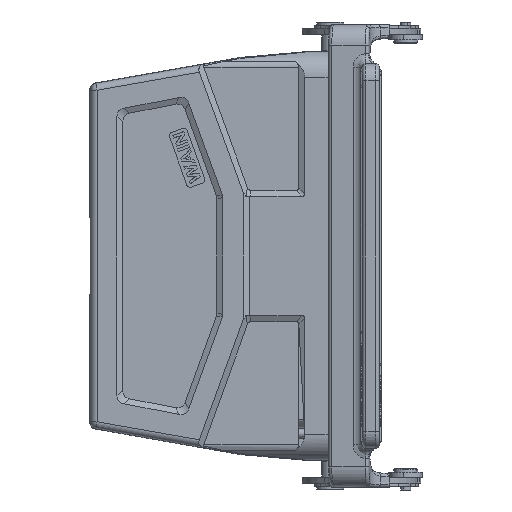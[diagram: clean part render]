
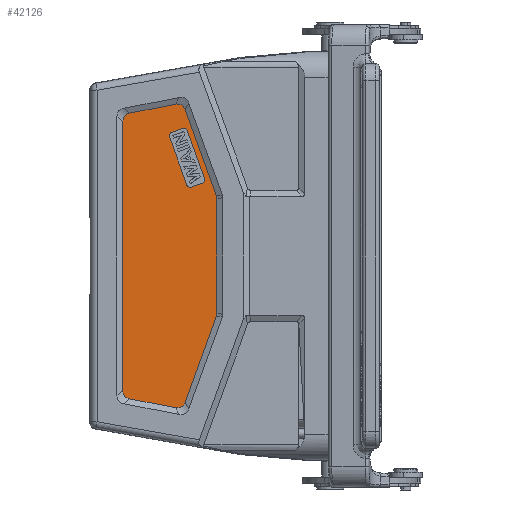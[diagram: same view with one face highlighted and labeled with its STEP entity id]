
A CAD part, left-side view. The second image highlights one B-rep face of the part: STEP entity #42126.
In plain terms, the highlighted planar face has unit normal (-1, 0, 0).
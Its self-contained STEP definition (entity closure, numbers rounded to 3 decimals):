
#14727=DIRECTION('',(0.,-0.982,0.19));
#14728=VECTOR('',#14727,13.6);
#14729=CARTESIAN_POINT('',(-21.5,9.658,41.859));
#14730=LINE('',#14729,#14728);
#14731=CARTESIAN_POINT('',(-21.5,-3.695,44.439));
#14732=CARTESIAN_POINT('',(-21.5,-4.393,44.574));
#14733=CARTESIAN_POINT('',(-21.5,-5.543,44.409));
#14734=CARTESIAN_POINT('',(-21.5,-6.275,43.507));
#14735=CARTESIAN_POINT('',(-21.5,-6.519,42.839));
#14737=DIRECTION('',(0.,-0.342,-0.94));
#14738=VECTOR('',#14737,26.85);
#14739=CARTESIAN_POINT('',(-21.5,-6.519,42.839));
#14740=LINE('',#14739,#14738);
#14741=CARTESIAN_POINT('',(-21.5,-15.702,17.609));
#14742=CARTESIAN_POINT('',(-21.5,-15.802,17.333));
#14743=CARTESIAN_POINT('',(-21.5,-15.853,17.048));
#14744=CARTESIAN_POINT('',(-21.5,-15.853,16.754));
#14746=DIRECTION('',(0.,0.,-1.));
#14747=VECTOR('',#14746,33.508);
#14748=CARTESIAN_POINT('',(-21.5,-15.853,16.754));
#14749=LINE('',#14748,#14747);
#14750=CARTESIAN_POINT('',(-21.5,-15.853,-16.754));
#14751=CARTESIAN_POINT('',(-21.5,-15.853,-17.048));
#14752=CARTESIAN_POINT('',(-21.5,-15.802,-17.333));
#14753=CARTESIAN_POINT('',(-21.5,-15.702,-17.609));
#14755=DIRECTION('',(0.,0.342,-0.94));
#14756=VECTOR('',#14755,26.85);
#14757=CARTESIAN_POINT('',(-21.5,-15.702,-17.609));
#14758=LINE('',#14757,#14756);
#14759=CARTESIAN_POINT('',(-21.5,-6.519,-42.839));
#14760=CARTESIAN_POINT('',(-21.5,-6.275,-43.507));
#14761=CARTESIAN_POINT('',(-21.5,-5.543,-44.409));
#14762=CARTESIAN_POINT('',(-21.5,-4.393,-44.574));
#14763=CARTESIAN_POINT('',(-21.5,-3.695,-44.439));
#14765=DIRECTION('',(0.,0.982,0.19));
#14766=VECTOR('',#14765,13.6);
#14767=CARTESIAN_POINT('',(-21.5,-3.695,-44.439));
#14768=LINE('',#14767,#14766);
#14769=CARTESIAN_POINT('',(-21.5,9.658,-41.859));
#14770=CARTESIAN_POINT('',(-21.5,10.333,-41.729));
#14771=CARTESIAN_POINT('',(-21.5,11.319,-41.167));
#14772=CARTESIAN_POINT('',(-21.5,11.683,-40.093));
#14773=CARTESIAN_POINT('',(-21.5,11.683,-39.405));
#14775=DIRECTION('',(0.,0.,1.));
#14776=VECTOR('',#14775,78.81);
#14777=CARTESIAN_POINT('',(-21.5,11.683,-39.405));
#14778=LINE('',#14777,#14776);
#14779=CARTESIAN_POINT('',(-21.5,11.683,39.405));
#14780=CARTESIAN_POINT('',(-21.5,11.683,40.093));
#14781=CARTESIAN_POINT('',(-21.5,11.319,41.167));
#14782=CARTESIAN_POINT('',(-21.5,10.333,41.729));
#14783=CARTESIAN_POINT('',(-21.5,9.658,41.859));
#14785=DIRECTION('',(0.,0.342,0.94));
#14786=VECTOR('',#14785,15.);
#14787=CARTESIAN_POINT('',(-21.5,-12.266,22.663));
#14788=LINE('',#14787,#14786);
#14789=CARTESIAN_POINT('',(-21.5,-6.196,36.417));
#14790=DIRECTION('',(-1.,0.,0.));
#14791=DIRECTION('',(0.,-0.94,0.342));
#14792=AXIS2_PLACEMENT_3D('',#14789,#14790,#14791);
#14794=DIRECTION('',(0.,0.94,-0.342));
#14795=VECTOR('',#14794,3.5);
#14796=CARTESIAN_POINT('',(-21.5,-5.854,37.356));
#14797=LINE('',#14796,#14795);
#14798=CARTESIAN_POINT('',(-21.5,-2.907,35.22));
#14799=DIRECTION('',(-1.,0.,0.));
#14800=DIRECTION('',(0.,0.342,0.94));
#14801=AXIS2_PLACEMENT_3D('',#14798,#14799,#14800);
#14803=CARTESIAN_POINT('',(-21.5,-2.907,35.22));
#14804=DIRECTION('',(-1.,0.,0.));
#14805=DIRECTION('',(0.,1.,0.));
#14806=AXIS2_PLACEMENT_3D('',#14803,#14804,#14805);
#14808=DIRECTION('',(0.,-0.342,-0.94));
#14809=VECTOR('',#14808,15.);
#14810=CARTESIAN_POINT('',(-21.5,-1.967,34.878));
#14811=LINE('',#14810,#14809);
#14812=CARTESIAN_POINT('',(-21.5,-8.037,21.124));
#14813=DIRECTION('',(-1.,0.,0.));
#14814=DIRECTION('',(0.,0.94,-0.342));
#14815=AXIS2_PLACEMENT_3D('',#14812,#14813,#14814);
#14817=DIRECTION('',(0.,-0.94,0.342));
#14818=VECTOR('',#14817,3.5);
#14819=CARTESIAN_POINT('',(-21.5,-8.379,20.185));
#14820=LINE('',#14819,#14818);
#14821=CARTESIAN_POINT('',(-21.5,-11.326,22.321));
#14822=DIRECTION('',(-1.,0.,0.));
#14823=DIRECTION('',(0.,-0.342,-0.94));
#14824=AXIS2_PLACEMENT_3D('',#14821,#14822,#14823);
#14826=CARTESIAN_POINT('',(-21.5,-11.326,22.321));
#14827=DIRECTION('',(-1.,0.,0.));
#14828=DIRECTION('',(0.,-1.,0.));
#14829=AXIS2_PLACEMENT_3D('',#14826,#14827,#14828);
#18641=CARTESIAN_POINT('',(-21.5,-15.853,16.754));
#18642=VERTEX_POINT('',#18641);
#18643=VERTEX_POINT('',#14741);
#18644=CARTESIAN_POINT('',(-21.5,-15.853,-16.754));
#18645=VERTEX_POINT('',#18644);
#18646=CARTESIAN_POINT('',(-21.5,-15.702,-17.609));
#18647=VERTEX_POINT('',#18646);
#18648=CARTESIAN_POINT('',(-21.5,-6.519,-42.839));
#18649=VERTEX_POINT('',#18648);
#18650=CARTESIAN_POINT('',(-21.5,-3.695,-44.439));
#18651=VERTEX_POINT('',#18650);
#18652=CARTESIAN_POINT('',(-21.5,9.658,-41.859));
#18653=VERTEX_POINT('',#18652);
#18654=CARTESIAN_POINT('',(-21.5,11.683,-39.405));
#18655=VERTEX_POINT('',#18654);
#18656=CARTESIAN_POINT('',(-21.5,11.683,39.405));
#18657=VERTEX_POINT('',#18656);
#18658=CARTESIAN_POINT('',(-21.5,9.658,41.859));
#18659=VERTEX_POINT('',#18658);
#18660=CARTESIAN_POINT('',(-21.5,-3.695,44.439));
#18661=VERTEX_POINT('',#18660);
#18662=CARTESIAN_POINT('',(-21.5,-6.519,42.839));
#18663=VERTEX_POINT('',#18662);
#18664=CARTESIAN_POINT('',(-21.5,-12.266,22.663));
#18665=CARTESIAN_POINT('',(-21.5,-7.136,36.759));
#18666=VERTEX_POINT('',#18664);
#18667=VERTEX_POINT('',#18665);
#18668=CARTESIAN_POINT('',(-21.5,-5.854,37.356));
#18669=VERTEX_POINT('',#18668);
#18670=CARTESIAN_POINT('',(-21.5,-2.565,36.159));
#18671=VERTEX_POINT('',#18670);
#18672=CARTESIAN_POINT('',(-21.5,-1.907,35.22));
#18673=VERTEX_POINT('',#18672);
#18674=CARTESIAN_POINT('',(-21.5,-1.967,34.878));
#18675=VERTEX_POINT('',#18674);
#18676=CARTESIAN_POINT('',(-21.5,-7.098,20.782));
#18677=VERTEX_POINT('',#18676);
#18678=CARTESIAN_POINT('',(-21.5,-8.379,20.185));
#18679=VERTEX_POINT('',#18678);
#18680=CARTESIAN_POINT('',(-21.5,-11.668,21.382));
#18681=VERTEX_POINT('',#18680);
#18682=CARTESIAN_POINT('',(-21.5,-12.326,22.321));
#18683=VERTEX_POINT('',#18682);
#42085=CARTESIAN_POINT('',(-21.5,-17.585,48.886));
#42086=DIRECTION('',(-1.,0.,0.));
#42087=DIRECTION('',(0.,-1.,0.));
#42088=AXIS2_PLACEMENT_3D('',#42085,#42086,#42087);
#42089=PLANE('',#42088);
#42090=ORIENTED_EDGE('',*,*,#42052,.T.);
#42091=ORIENTED_EDGE('',*,*,#42066,.T.);
#42092=ORIENTED_EDGE('',*,*,#42079,.T.);
#42093=ORIENTED_EDGE('',*,*,#41925,.T.);
#42094=ORIENTED_EDGE('',*,*,#41940,.T.);
#42095=ORIENTED_EDGE('',*,*,#41954,.T.);
#42096=ORIENTED_EDGE('',*,*,#41968,.T.);
#42097=ORIENTED_EDGE('',*,*,#41982,.T.);
#42098=ORIENTED_EDGE('',*,*,#41996,.T.);
#42099=ORIENTED_EDGE('',*,*,#42010,.T.);
#42100=ORIENTED_EDGE('',*,*,#42024,.T.);
#42101=ORIENTED_EDGE('',*,*,#42038,.T.);
#42102=EDGE_LOOP('',(#42090,#42091,#42092,#42093,#42094,#42095,#42096,#42097,
#42098,#42099,#42100,#42101));
#42103=FACE_OUTER_BOUND('',#42102,.F.);
#42105=ORIENTED_EDGE('',*,*,#42104,.T.);
#42107=ORIENTED_EDGE('',*,*,#42106,.T.);
#42109=ORIENTED_EDGE('',*,*,#42108,.T.);
#42111=ORIENTED_EDGE('',*,*,#42110,.T.);
#42113=ORIENTED_EDGE('',*,*,#42112,.T.);
#42115=ORIENTED_EDGE('',*,*,#42114,.T.);
#42117=ORIENTED_EDGE('',*,*,#42116,.T.);
#42119=ORIENTED_EDGE('',*,*,#42118,.T.);
#42121=ORIENTED_EDGE('',*,*,#42120,.T.);
#42123=ORIENTED_EDGE('',*,*,#42122,.T.);
#42124=EDGE_LOOP('',(#42105,#42107,#42109,#42111,#42113,#42115,#42117,#42119,
#42121,#42123));
#42125=FACE_BOUND('',#42124,.F.);
#42126=ADVANCED_FACE('',(#42103,#42125),#42089,.T.);
#14736=B_SPLINE_CURVE_WITH_KNOTS('',3,(#14731,#14732,#14733,#14734,#14735),
.UNSPECIFIED.,.F.,.F.,(4,1,4),(0.,0.5,1.),.UNSPECIFIED.);
#14745=B_SPLINE_CURVE_WITH_KNOTS('',3,(#14741,#14742,#14743,#14744),
.UNSPECIFIED.,.F.,.F.,(4,4),(0.,1.),.UNSPECIFIED.);
#14754=B_SPLINE_CURVE_WITH_KNOTS('',3,(#14750,#14751,#14752,#14753),
.UNSPECIFIED.,.F.,.F.,(4,4),(0.,1.),.UNSPECIFIED.);
#14764=B_SPLINE_CURVE_WITH_KNOTS('',3,(#14759,#14760,#14761,#14762,#14763),
.UNSPECIFIED.,.F.,.F.,(4,1,4),(0.,0.5,1.),.UNSPECIFIED.);
#14774=B_SPLINE_CURVE_WITH_KNOTS('',3,(#14769,#14770,#14771,#14772,#14773),
.UNSPECIFIED.,.F.,.F.,(4,1,4),(0.,0.5,1.),.UNSPECIFIED.);
#14784=B_SPLINE_CURVE_WITH_KNOTS('',3,(#14779,#14780,#14781,#14782,#14783),
.UNSPECIFIED.,.F.,.F.,(4,1,4),(0.,0.5,1.),.UNSPECIFIED.);
#14793=CIRCLE('',#14792,1.);
#14802=CIRCLE('',#14801,1.);
#14807=CIRCLE('',#14806,1.);
#14816=CIRCLE('',#14815,1.);
#14825=CIRCLE('',#14824,1.);
#14830=CIRCLE('',#14829,1.);
#41925=EDGE_CURVE('',#18643,#18642,#14745,.T.);
#41940=EDGE_CURVE('',#18642,#18645,#14749,.T.);
#41954=EDGE_CURVE('',#18645,#18647,#14754,.T.);
#41968=EDGE_CURVE('',#18647,#18649,#14758,.T.);
#41982=EDGE_CURVE('',#18649,#18651,#14764,.T.);
#41996=EDGE_CURVE('',#18651,#18653,#14768,.T.);
#42010=EDGE_CURVE('',#18653,#18655,#14774,.T.);
#42024=EDGE_CURVE('',#18655,#18657,#14778,.T.);
#42038=EDGE_CURVE('',#18657,#18659,#14784,.T.);
#42052=EDGE_CURVE('',#18659,#18661,#14730,.T.);
#42066=EDGE_CURVE('',#18661,#18663,#14736,.T.);
#42079=EDGE_CURVE('',#18663,#18643,#14740,.T.);
#42104=EDGE_CURVE('',#18666,#18667,#14788,.T.);
#42106=EDGE_CURVE('',#18667,#18669,#14793,.T.);
#42108=EDGE_CURVE('',#18669,#18671,#14797,.T.);
#42110=EDGE_CURVE('',#18671,#18673,#14802,.T.);
#42112=EDGE_CURVE('',#18673,#18675,#14807,.T.);
#42114=EDGE_CURVE('',#18675,#18677,#14811,.T.);
#42116=EDGE_CURVE('',#18677,#18679,#14816,.T.);
#42118=EDGE_CURVE('',#18679,#18681,#14820,.T.);
#42120=EDGE_CURVE('',#18681,#18683,#14825,.T.);
#42122=EDGE_CURVE('',#18683,#18666,#14830,.T.);
